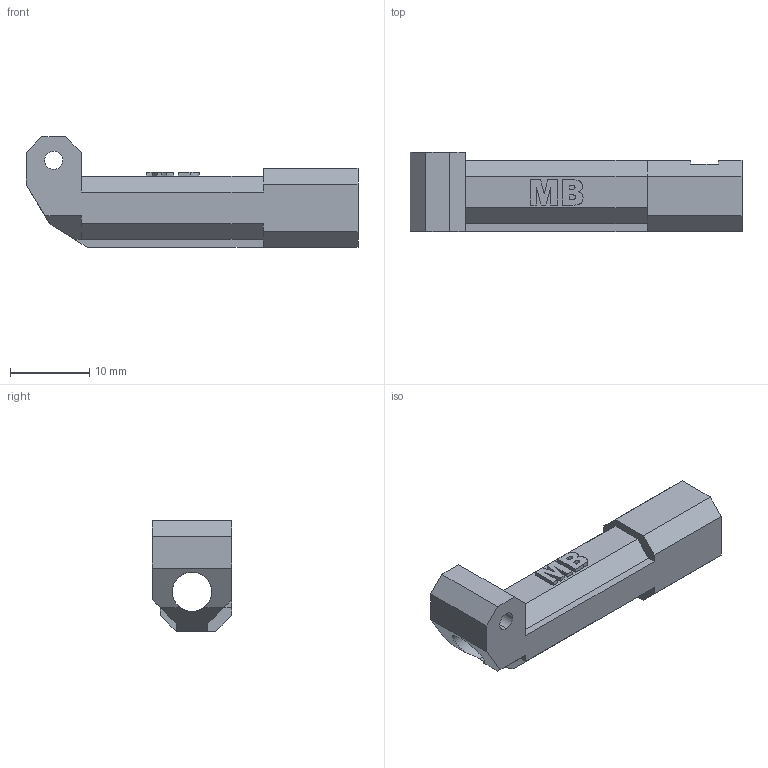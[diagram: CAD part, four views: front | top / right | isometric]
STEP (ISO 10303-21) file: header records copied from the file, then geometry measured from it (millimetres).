
FILE_DESCRIPTION (( 'STEP AP203' ), '1' );
FILE_NAME ('14.) Main Boom Push Rod.STEP', '2024-04-05T15:07:20', ( '' ), ( '' ), 'SwSTEP 2.0', 'SolidWorks 2024', '' );
FILE_SCHEMA (( 'CONFIG_CONTROL_DESIGN' ));
Length unit declared in the file: millimetre
Products named in the file (1): 14.) Main Boom Push Rod
Bounding box: 42 x 10 x 14 mm (x, y, z)
Volume: 2215.4 mm3; surface area: 2333.8 mm2
Topology: 1 solids, 1 shells, 80 faces, 222 edges, 147 vertices
Faces by surface type: plane 66, bspline 8, cylinder 6
Entity records: 2921 total; most frequent: CARTESIAN_POINT 838, ORIENTED_EDGE 444, DIRECTION 358, EDGE_CURVE 222, LINE 192, VECTOR 192, VERTEX_POINT 147, EDGE_LOOP 89
